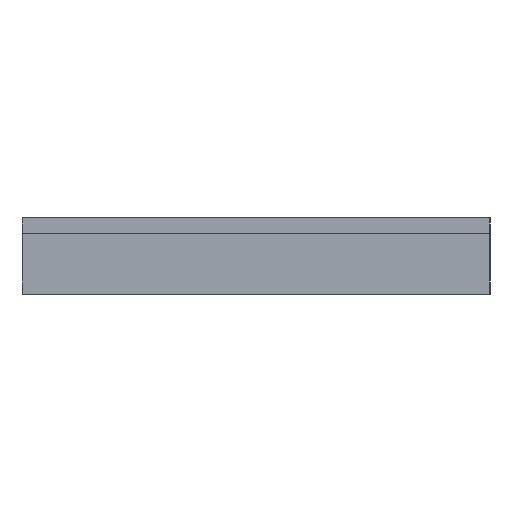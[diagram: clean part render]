
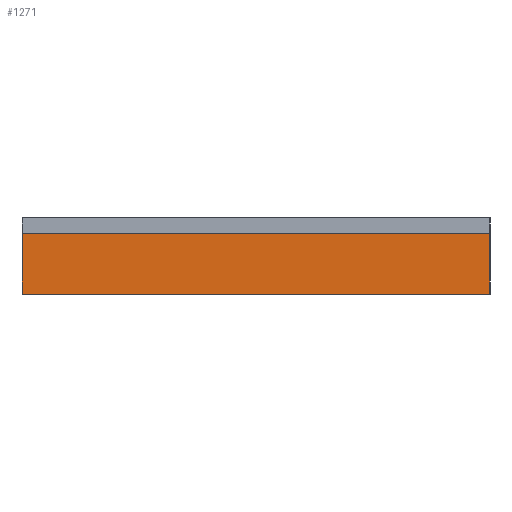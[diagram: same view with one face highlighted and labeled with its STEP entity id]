
A CAD part, left-side view. The second image highlights one B-rep face of the part: STEP entity #1271.
In plain terms, the highlighted free-form (B-spline) face has degree [1, 1] with [2, 2] control points.
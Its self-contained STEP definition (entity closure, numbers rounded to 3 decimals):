
#1248 = VERTEX_POINT('',#1249);
#1249 = CARTESIAN_POINT('',(25241.015,-6731.133,
    -6042.785));
#1256 = VERTEX_POINT('',#1257);
#1257 = CARTESIAN_POINT('',(25241.015,-6731.133,
    -2480.345));
#1262 = EDGE_CURVE('',#1248,#1256,#1263,.T.);
#1263 = B_SPLINE_CURVE_WITH_KNOTS('',1,(#1264,#1265),.UNSPECIFIED.,.F.,
  .F.,(2,2),(0.,2755.719),.PIECEWISE_BEZIER_KNOTS.);
#1264 = CARTESIAN_POINT('',(25241.015,-6731.133,
    -6042.785));
#1265 = CARTESIAN_POINT('',(25241.015,-6731.133,
    -2480.345));
#1271 = ADVANCED_FACE('',(#1272),#1294,.T.);
#1272 = FACE_BOUND('',#1273,.T.);
#1273 = EDGE_LOOP('',(#1274,#1281,#1282,#1289));
#1274 = ORIENTED_EDGE('',*,*,#1275,.T.);
#1275 = EDGE_CURVE('',#1276,#1248,#1278,.T.);
#1276 = VERTEX_POINT('',#1277);
#1277 = CARTESIAN_POINT('',(25241.015,20668.016,
    -6042.785));
#1278 = B_SPLINE_CURVE_WITH_KNOTS('',1,(#1279,#1280),.UNSPECIFIED.,.F.,
  .F.,(2,2),(34590.126,51885.188),
  .PIECEWISE_BEZIER_KNOTS.);
#1279 = CARTESIAN_POINT('',(25241.015,20668.016,
    -6042.785));
#1280 = CARTESIAN_POINT('',(25241.015,-6731.133,
    -6042.785));
#1281 = ORIENTED_EDGE('',*,*,#1262,.T.);
#1282 = ORIENTED_EDGE('',*,*,#1283,.T.);
#1283 = EDGE_CURVE('',#1256,#1284,#1286,.T.);
#1284 = VERTEX_POINT('',#1285);
#1285 = CARTESIAN_POINT('',(25241.015,20668.016,
    -2480.345));
#1286 = B_SPLINE_CURVE_WITH_KNOTS('',1,(#1287,#1288),.UNSPECIFIED.,.F.,
  .F.,(2,2),(-51885.188,-34590.126),
  .PIECEWISE_BEZIER_KNOTS.);
#1287 = CARTESIAN_POINT('',(25241.015,-6731.133,
    -2480.345));
#1288 = CARTESIAN_POINT('',(25241.015,20668.016,
    -2480.345));
#1289 = ORIENTED_EDGE('',*,*,#1290,.F.);
#1290 = EDGE_CURVE('',#1276,#1284,#1291,.T.);
#1291 = B_SPLINE_CURVE_WITH_KNOTS('',1,(#1292,#1293),.UNSPECIFIED.,.F.,
  .F.,(2,2),(0.,2755.719),.PIECEWISE_BEZIER_KNOTS.);
#1292 = CARTESIAN_POINT('',(25241.015,20668.016,
    -6042.785));
#1293 = CARTESIAN_POINT('',(25241.015,20668.016,
    -2480.345));
#1294 = B_SPLINE_SURFACE_WITH_KNOTS('',1,1,(
    (#1295,#1296)
    ,(#1297,#1298
    )),.UNSPECIFIED.,.F.,.F.,.F.,(2,2),(2,2),(-2755.719,0.),(
    -21194.565,0.),.PIECEWISE_BEZIER_KNOTS.);
#1295 = CARTESIAN_POINT('',(25241.015,20668.016,
    -2480.345));
#1296 = CARTESIAN_POINT('',(25241.015,-6731.133,
    -2480.345));
#1297 = CARTESIAN_POINT('',(25241.015,20668.016,
    -6042.785));
#1298 = CARTESIAN_POINT('',(25241.015,-6731.133,
    -6042.785));
